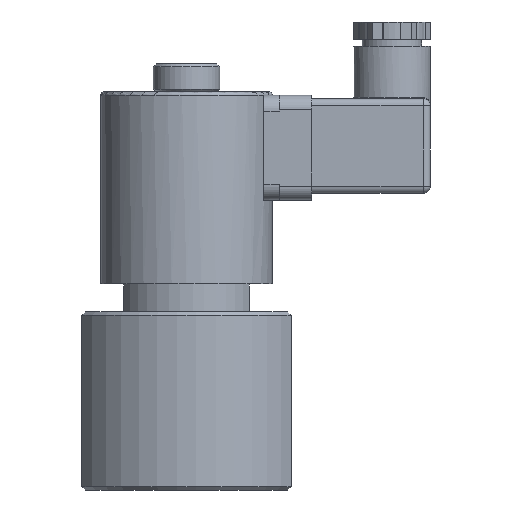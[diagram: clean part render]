
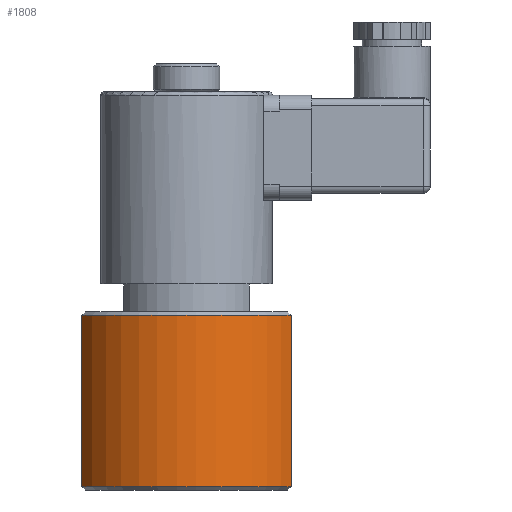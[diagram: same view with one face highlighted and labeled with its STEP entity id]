
A CAD part, left-side view. The second image highlights one B-rep face of the part: STEP entity #1808.
In plain terms, the highlighted cylindrical face has radius 34 mm (diameter 68 mm), a partial arc.
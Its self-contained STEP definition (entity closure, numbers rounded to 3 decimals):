
#86=LINE('',#2849,#240);
#94=LINE('',#2870,#248);
#240=VECTOR('',#2291,49.);
#248=VECTOR('',#2307,49.);
#452=CYLINDRICAL_SURFACE('',#1975,34.);
#523=FACE_OUTER_BOUND('',#656,.T.);
#656=EDGE_LOOP('',(#1459,#1460,#1461,#1462));
#773=CIRCLE('',#1966,34.);
#775=CIRCLE('',#1973,34.);
#883=VERTEX_POINT('',#2845);
#885=VERTEX_POINT('',#2848);
#892=VERTEX_POINT('',#2864);
#894=VERTEX_POINT('',#2868);
#1075=EDGE_CURVE('',#885,#883,#86,.T.);
#1085=EDGE_CURVE('',#892,#894,#94,.T.);
#1090=EDGE_CURVE('',#892,#883,#773,.T.);
#1097=EDGE_CURVE('',#885,#894,#775,.T.);
#1459=ORIENTED_EDGE('',*,*,#1090,.F.);
#1460=ORIENTED_EDGE('',*,*,#1085,.T.);
#1461=ORIENTED_EDGE('',*,*,#1097,.F.);
#1462=ORIENTED_EDGE('',*,*,#1075,.T.);
#1808=ADVANCED_FACE('',(#523),#452,.T.);
#1966=AXIS2_PLACEMENT_3D('',#2887,#2316,#2317);
#1973=AXIS2_PLACEMENT_3D('',#2914,#2330,#2331);
#1975=AXIS2_PLACEMENT_3D('',#2916,#2334,#2335);
#2291=DIRECTION('',(0.,0.,-1.));
#2307=DIRECTION('',(0.,0.,1.));
#2316=DIRECTION('center_axis',(0.,0.,-1.));
#2317=DIRECTION('ref_axis',(0.,-1.,0.));
#2330=DIRECTION('center_axis',(0.,0.,1.));
#2331=DIRECTION('ref_axis',(0.,-1.,0.));
#2334=DIRECTION('center_axis',(0.,0.,1.));
#2335=DIRECTION('ref_axis',(0.,-1.,0.));
#2845=CARTESIAN_POINT('',(-16.,30.,-11.5));
#2848=CARTESIAN_POINT('',(-16.,30.,37.5));
#2849=CARTESIAN_POINT('',(-16.,30.,13.));
#2864=CARTESIAN_POINT('',(-16.,-30.,-11.5));
#2868=CARTESIAN_POINT('',(-16.,-30.,37.5));
#2870=CARTESIAN_POINT('',(-16.,-30.,13.));
#2887=CARTESIAN_POINT('Origin',(0.,0.,-11.5));
#2914=CARTESIAN_POINT('Origin',(0.,0.,37.5));
#2916=CARTESIAN_POINT('Origin',(0.,0.,13.));
